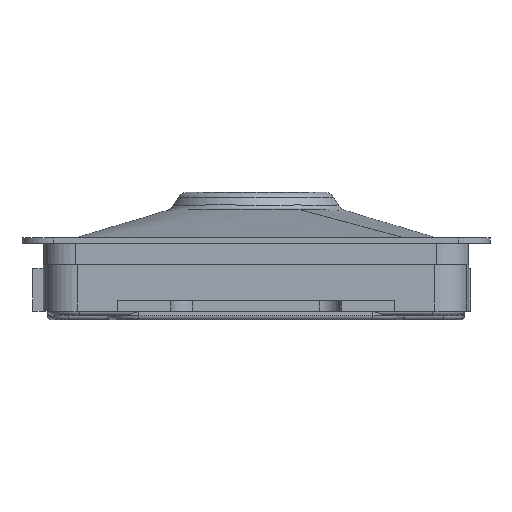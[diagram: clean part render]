
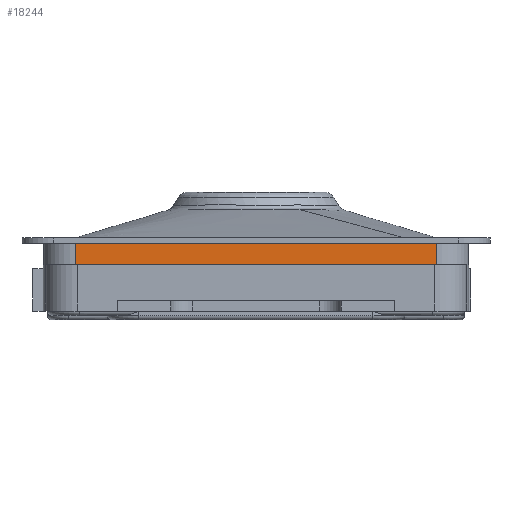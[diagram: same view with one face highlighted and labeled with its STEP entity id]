
A CAD part, left-side view. The second image highlights one B-rep face of the part: STEP entity #18244.
In plain terms, the highlighted planar face has unit normal (-1, 0, 0).
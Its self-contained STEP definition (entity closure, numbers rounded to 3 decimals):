
#12955 = PLANE('',#12956);
#12956 = AXIS2_PLACEMENT_3D('',#12957,#12958,#12959);
#12957 = CARTESIAN_POINT('',(-1.15,0.85,0.26));
#12958 = DIRECTION('',(0.,0.,-1.));
#12959 = DIRECTION('',(0.,1.,0.));
#13142 = VERTEX_POINT('',#13143);
#13143 = CARTESIAN_POINT('',(-1.3,-0.85,0.26));
#13158 = CYLINDRICAL_SURFACE('',#13159,0.15);
#13159 = AXIS2_PLACEMENT_3D('',#13160,#13161,#13162);
#13160 = CARTESIAN_POINT('',(-1.15,-0.85,0.26));
#13161 = DIRECTION('',(0.,0.,1.));
#13162 = DIRECTION('',(0.,-1.,0.));
#13192 = EDGE_CURVE('',#13142,#13193,#13195,.T.);
#13193 = VERTEX_POINT('',#13194);
#13194 = CARTESIAN_POINT('',(-1.3,0.85,0.26));
#13195 = SURFACE_CURVE('',#13196,(#13200,#13207),.PCURVE_S1.);
#13196 = LINE('',#13197,#13198);
#13197 = CARTESIAN_POINT('',(-1.3,0.85,0.26));
#13198 = VECTOR('',#13199,1.);
#13199 = DIRECTION('',(0.,1.,0.));
#13200 = PCURVE('',#12955,#13201);
#13201 = DEFINITIONAL_REPRESENTATION('',(#13202),#13206);
#13202 = LINE('',#13203,#13204);
#13203 = CARTESIAN_POINT('',(0.,-0.15));
#13204 = VECTOR('',#13205,1.);
#13205 = DIRECTION('',(1.,0.));
#13206 = ( GEOMETRIC_REPRESENTATION_CONTEXT(2) 
PARAMETRIC_REPRESENTATION_CONTEXT() REPRESENTATION_CONTEXT('2D SPACE',''
  ) );
#13207 = PCURVE('',#13208,#13213);
#13208 = PLANE('',#13209);
#13209 = AXIS2_PLACEMENT_3D('',#13210,#13211,#13212);
#13210 = CARTESIAN_POINT('',(-1.3,0.85,0.26));
#13211 = DIRECTION('',(1.,0.,0.));
#13212 = DIRECTION('',(0.,1.,0.));
#13213 = DEFINITIONAL_REPRESENTATION('',(#13214),#13218);
#13214 = LINE('',#13215,#13216);
#13215 = CARTESIAN_POINT('',(0.,0.));
#13216 = VECTOR('',#13217,1.);
#13217 = DIRECTION('',(1.,0.));
#13218 = ( GEOMETRIC_REPRESENTATION_CONTEXT(2) 
PARAMETRIC_REPRESENTATION_CONTEXT() REPRESENTATION_CONTEXT('2D SPACE',''
  ) );
#13235 = CYLINDRICAL_SURFACE('',#13236,0.15);
#13236 = AXIS2_PLACEMENT_3D('',#13237,#13238,#13239);
#13237 = CARTESIAN_POINT('',(-1.15,0.85,0.26));
#13238 = DIRECTION('',(0.,0.,1.));
#13239 = DIRECTION('',(0.,-1.,0.));
#14396 = VERTEX_POINT('',#14397);
#14397 = CARTESIAN_POINT('',(-1.3,-0.85,0.36));
#14434 = PLANE('',#14435);
#14435 = AXIS2_PLACEMENT_3D('',#14436,#14437,#14438);
#14436 = CARTESIAN_POINT('',(-1.45,0.95,0.36));
#14437 = DIRECTION('',(0.,0.,-1.));
#14438 = DIRECTION('',(0.,1.,0.));
#14446 = EDGE_CURVE('',#13142,#14396,#14447,.T.);
#14447 = SURFACE_CURVE('',#14448,(#14452,#14481),.PCURVE_S1.);
#14448 = LINE('',#14449,#14450);
#14449 = CARTESIAN_POINT('',(-1.3,-0.85,0.26));
#14450 = VECTOR('',#14451,1.);
#14451 = DIRECTION('',(0.,0.,1.));
#14452 = PCURVE('',#13158,#14453);
#14453 = DEFINITIONAL_REPRESENTATION('',(#14454),#14480);
#14454 = B_SPLINE_CURVE_WITH_KNOTS('',3,(#14455,#14456,#14457,#14458,
    #14459,#14460,#14461,#14462,#14463,#14464,#14465,#14466,#14467,
    #14468,#14469,#14470,#14471,#14472,#14473,#14474,#14475,#14476,
    #14477,#14478,#14479),.UNSPECIFIED.,.F.,.F.,(4,1,1,1,1,1,1,1,1,1,1,1
    ,1,1,1,1,1,1,1,1,1,1,4),(0.,0.005,
    0.009,0.014,0.018,
    0.023,0.027,0.032,
    0.036,0.041,0.045,0.05,
    0.055,0.059,0.064,
    0.068,0.073,0.077,
    0.082,0.086,0.091,
    0.095,0.1),.QUASI_UNIFORM_KNOTS.);
#14455 = CARTESIAN_POINT('',(4.712,0.));
#14456 = CARTESIAN_POINT('',(4.712,0.002));
#14457 = CARTESIAN_POINT('',(4.712,0.005));
#14458 = CARTESIAN_POINT('',(4.712,0.009));
#14459 = CARTESIAN_POINT('',(4.712,0.014));
#14460 = CARTESIAN_POINT('',(4.712,0.018));
#14461 = CARTESIAN_POINT('',(4.712,0.023));
#14462 = CARTESIAN_POINT('',(4.712,0.027));
#14463 = CARTESIAN_POINT('',(4.712,0.032));
#14464 = CARTESIAN_POINT('',(4.712,0.036));
#14465 = CARTESIAN_POINT('',(4.712,0.041));
#14466 = CARTESIAN_POINT('',(4.712,0.045));
#14467 = CARTESIAN_POINT('',(4.712,0.05));
#14468 = CARTESIAN_POINT('',(4.712,0.055));
#14469 = CARTESIAN_POINT('',(4.712,0.059));
#14470 = CARTESIAN_POINT('',(4.712,0.064));
#14471 = CARTESIAN_POINT('',(4.712,0.068));
#14472 = CARTESIAN_POINT('',(4.712,0.073));
#14473 = CARTESIAN_POINT('',(4.712,0.077));
#14474 = CARTESIAN_POINT('',(4.712,0.082));
#14475 = CARTESIAN_POINT('',(4.712,0.086));
#14476 = CARTESIAN_POINT('',(4.712,0.091));
#14477 = CARTESIAN_POINT('',(4.712,0.095));
#14478 = CARTESIAN_POINT('',(4.712,0.098));
#14479 = CARTESIAN_POINT('',(4.712,0.1));
#14480 = ( GEOMETRIC_REPRESENTATION_CONTEXT(2) 
PARAMETRIC_REPRESENTATION_CONTEXT() REPRESENTATION_CONTEXT('2D SPACE',''
  ) );
#14481 = PCURVE('',#13208,#14482);
#14482 = DEFINITIONAL_REPRESENTATION('',(#14483),#14487);
#14483 = LINE('',#14484,#14485);
#14484 = CARTESIAN_POINT('',(-1.7,0.));
#14485 = VECTOR('',#14486,1.);
#14486 = DIRECTION('',(0.,1.));
#14487 = ( GEOMETRIC_REPRESENTATION_CONTEXT(2) 
PARAMETRIC_REPRESENTATION_CONTEXT() REPRESENTATION_CONTEXT('2D SPACE',''
  ) );
#16526 = EDGE_CURVE('',#13193,#16527,#16529,.T.);
#16527 = VERTEX_POINT('',#16528);
#16528 = CARTESIAN_POINT('',(-1.3,0.85,0.36));
#16529 = SURFACE_CURVE('',#16530,(#16534,#16563),.PCURVE_S1.);
#16530 = LINE('',#16531,#16532);
#16531 = CARTESIAN_POINT('',(-1.3,0.85,0.26));
#16532 = VECTOR('',#16533,1.);
#16533 = DIRECTION('',(0.,0.,1.));
#16534 = PCURVE('',#13235,#16535);
#16535 = DEFINITIONAL_REPRESENTATION('',(#16536),#16562);
#16536 = B_SPLINE_CURVE_WITH_KNOTS('',3,(#16537,#16538,#16539,#16540,
    #16541,#16542,#16543,#16544,#16545,#16546,#16547,#16548,#16549,
    #16550,#16551,#16552,#16553,#16554,#16555,#16556,#16557,#16558,
    #16559,#16560,#16561),.UNSPECIFIED.,.F.,.F.,(4,1,1,1,1,1,1,1,1,1,1,1
    ,1,1,1,1,1,1,1,1,1,1,4),(0.,0.005,
    0.009,0.014,0.018,
    0.023,0.027,0.032,
    0.036,0.041,0.045,0.05,
    0.055,0.059,0.064,
    0.068,0.073,0.077,
    0.082,0.086,0.091,
    0.095,0.1),.QUASI_UNIFORM_KNOTS.);
#16537 = CARTESIAN_POINT('',(4.712,0.));
#16538 = CARTESIAN_POINT('',(4.712,0.002));
#16539 = CARTESIAN_POINT('',(4.712,0.005));
#16540 = CARTESIAN_POINT('',(4.712,0.009));
#16541 = CARTESIAN_POINT('',(4.712,0.014));
#16542 = CARTESIAN_POINT('',(4.712,0.018));
#16543 = CARTESIAN_POINT('',(4.712,0.023));
#16544 = CARTESIAN_POINT('',(4.712,0.027));
#16545 = CARTESIAN_POINT('',(4.712,0.032));
#16546 = CARTESIAN_POINT('',(4.712,0.036));
#16547 = CARTESIAN_POINT('',(4.712,0.041));
#16548 = CARTESIAN_POINT('',(4.712,0.045));
#16549 = CARTESIAN_POINT('',(4.712,0.05));
#16550 = CARTESIAN_POINT('',(4.712,0.055));
#16551 = CARTESIAN_POINT('',(4.712,0.059));
#16552 = CARTESIAN_POINT('',(4.712,0.064));
#16553 = CARTESIAN_POINT('',(4.712,0.068));
#16554 = CARTESIAN_POINT('',(4.712,0.073));
#16555 = CARTESIAN_POINT('',(4.712,0.077));
#16556 = CARTESIAN_POINT('',(4.712,0.082));
#16557 = CARTESIAN_POINT('',(4.712,0.086));
#16558 = CARTESIAN_POINT('',(4.712,0.091));
#16559 = CARTESIAN_POINT('',(4.712,0.095));
#16560 = CARTESIAN_POINT('',(4.712,0.098));
#16561 = CARTESIAN_POINT('',(4.712,0.1));
#16562 = ( GEOMETRIC_REPRESENTATION_CONTEXT(2) 
PARAMETRIC_REPRESENTATION_CONTEXT() REPRESENTATION_CONTEXT('2D SPACE',''
  ) );
#16563 = PCURVE('',#13208,#16564);
#16564 = DEFINITIONAL_REPRESENTATION('',(#16565),#16569);
#16565 = LINE('',#16566,#16567);
#16566 = CARTESIAN_POINT('',(0.,0.));
#16567 = VECTOR('',#16568,1.);
#16568 = DIRECTION('',(0.,1.));
#16569 = ( GEOMETRIC_REPRESENTATION_CONTEXT(2) 
PARAMETRIC_REPRESENTATION_CONTEXT() REPRESENTATION_CONTEXT('2D SPACE',''
  ) );
#18244 = ADVANCED_FACE('',(#18245),#13208,.F.);
#18245 = FACE_BOUND('',#18246,.T.);
#18246 = EDGE_LOOP('',(#18247,#18268,#18269,#18270));
#18247 = ORIENTED_EDGE('',*,*,#18248,.T.);
#18248 = EDGE_CURVE('',#14396,#16527,#18249,.T.);
#18249 = SURFACE_CURVE('',#18250,(#18254,#18261),.PCURVE_S1.);
#18250 = LINE('',#18251,#18252);
#18251 = CARTESIAN_POINT('',(-1.3,0.85,0.36));
#18252 = VECTOR('',#18253,1.);
#18253 = DIRECTION('',(0.,1.,0.));
#18254 = PCURVE('',#13208,#18255);
#18255 = DEFINITIONAL_REPRESENTATION('',(#18256),#18260);
#18256 = LINE('',#18257,#18258);
#18257 = CARTESIAN_POINT('',(0.,0.1));
#18258 = VECTOR('',#18259,1.);
#18259 = DIRECTION('',(1.,0.));
#18260 = ( GEOMETRIC_REPRESENTATION_CONTEXT(2) 
PARAMETRIC_REPRESENTATION_CONTEXT() REPRESENTATION_CONTEXT('2D SPACE',''
  ) );
#18261 = PCURVE('',#14434,#18262);
#18262 = DEFINITIONAL_REPRESENTATION('',(#18263),#18267);
#18263 = LINE('',#18264,#18265);
#18264 = CARTESIAN_POINT('',(-0.1,0.15));
#18265 = VECTOR('',#18266,1.);
#18266 = DIRECTION('',(1.,0.));
#18267 = ( GEOMETRIC_REPRESENTATION_CONTEXT(2) 
PARAMETRIC_REPRESENTATION_CONTEXT() REPRESENTATION_CONTEXT('2D SPACE',''
  ) );
#18268 = ORIENTED_EDGE('',*,*,#16526,.F.);
#18269 = ORIENTED_EDGE('',*,*,#13192,.F.);
#18270 = ORIENTED_EDGE('',*,*,#14446,.T.);
